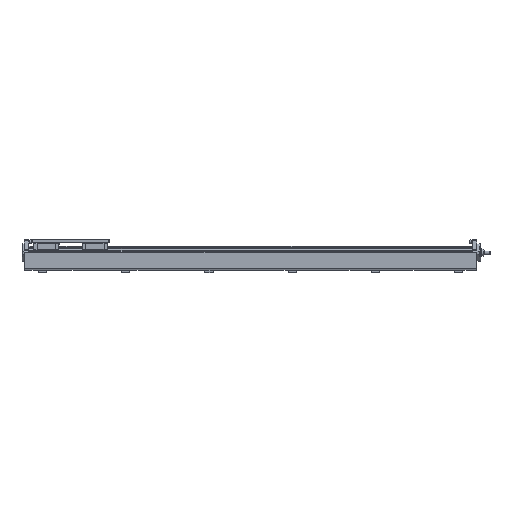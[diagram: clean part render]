
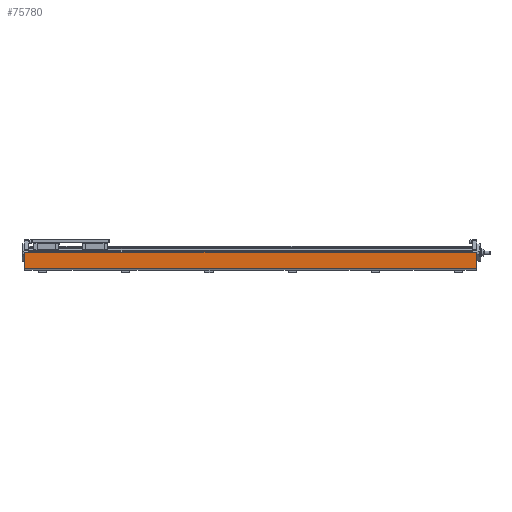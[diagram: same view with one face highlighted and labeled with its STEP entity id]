
A CAD part, left-side view. The second image highlights one B-rep face of the part: STEP entity #75780.
In plain terms, the highlighted planar face has unit normal (-1, 0, 0).
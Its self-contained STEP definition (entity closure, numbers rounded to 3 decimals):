
#1471=CARTESIAN_POINT('',(11.75,1015.0,14.));
#1472=VERTEX_POINT('',#1471);
#1480=CARTESIAN_POINT('',(11.75,1015.0,74.));
#1481=VERTEX_POINT('',#1480);
#1482=CARTESIAN_POINT('',(11.75,1015.0,74.));
#1483=DIRECTION('',(0.0,0.0,-1.0));
#1484=VECTOR('',#1483,60.);
#1485=LINE('',#1482,#1484);
#1486=EDGE_CURVE('',#1481,#1472,#1485,.T.);
#6050=CARTESIAN_POINT('',(11.75,-615.0,74.));
#6051=VERTEX_POINT('',#6050);
#6060=CARTESIAN_POINT('',(11.75,-615.0,14.));
#6061=VERTEX_POINT('',#6060);
#6062=CARTESIAN_POINT('',(11.75,-615.0,14.));
#6063=DIRECTION('',(0.0,0.0,1.0));
#6064=VECTOR('',#6063,60.);
#6065=LINE('',#6062,#6064);
#6066=EDGE_CURVE('',#6061,#6051,#6065,.T.);
#73522=CARTESIAN_POINT('',(11.75,-600.0,74.));
#73523=VERTEX_POINT('',#73522);
#73530=CARTESIAN_POINT('',(11.75,-600.0,74.));
#73531=DIRECTION('',(0.0,-1.0,0.0));
#73532=VECTOR('',#73531,15.0);
#73533=LINE('',#73530,#73532);
#73534=EDGE_CURVE('',#73523,#6051,#73533,.T.);
#73583=CARTESIAN_POINT('',(11.75,1000.0,74.));
#73584=VERTEX_POINT('',#73583);
#73585=CARTESIAN_POINT('',(11.75,1015.0,74.));
#73586=DIRECTION('',(0.0,-1.0,0.0));
#73587=VECTOR('',#73586,15.0);
#73588=LINE('',#73585,#73587);
#73589=EDGE_CURVE('',#1481,#73584,#73588,.T.);
#73639=CARTESIAN_POINT('',(11.75,1000.0,73.2));
#73640=VERTEX_POINT('',#73639);
#73648=CARTESIAN_POINT('',(11.75,-600.0,73.2));
#73649=VERTEX_POINT('',#73648);
#73650=CARTESIAN_POINT('',(11.75,1000.0,73.2));
#73651=DIRECTION('',(0.0,-1.0,0.0));
#73652=VECTOR('',#73651,1600.0);
#73653=LINE('',#73650,#73652);
#73654=EDGE_CURVE('',#73640,#73649,#73653,.T.);
#75750=CARTESIAN_POINT('',(11.75,1002.5,8.));
#75751=DIRECTION('',(-1.0,0.0,0.0));
#75752=DIRECTION('',(0.0,-1.0,0.0));
#75753=AXIS2_PLACEMENT_3D('',#75750,#75751,#75752);
#75754=PLANE('',#75753);
#75755=CARTESIAN_POINT('',(11.75,-615.0,14.));
#75756=DIRECTION('',(0.0,1.0,0.0));
#75757=VECTOR('',#75756,1630.0);
#75758=LINE('',#75755,#75757);
#75759=EDGE_CURVE('',#6061,#1472,#75758,.T.);
#75760=ORIENTED_EDGE('',*,*,#75759,.F.);
#75761=ORIENTED_EDGE('',*,*,#6066,.T.);
#75762=ORIENTED_EDGE('',*,*,#73534,.F.);
#75763=CARTESIAN_POINT('',(11.75,-600.0,74.));
#75764=DIRECTION('',(0.0,0.0,-1.0));
#75765=VECTOR('',#75764,0.8);
#75766=LINE('',#75763,#75765);
#75767=EDGE_CURVE('',#73523,#73649,#75766,.T.);
#75768=ORIENTED_EDGE('',*,*,#75767,.T.);
#75769=ORIENTED_EDGE('',*,*,#73654,.F.);
#75770=CARTESIAN_POINT('',(11.75,1000.0,73.2));
#75771=DIRECTION('',(0.,0.0,1.0));
#75772=VECTOR('',#75771,0.8);
#75773=LINE('',#75770,#75772);
#75774=EDGE_CURVE('',#73640,#73584,#75773,.T.);
#75775=ORIENTED_EDGE('',*,*,#75774,.T.);
#75776=ORIENTED_EDGE('',*,*,#73589,.F.);
#75777=ORIENTED_EDGE('',*,*,#1486,.T.);
#75778=EDGE_LOOP('',(#75760,#75761,#75762,#75768,#75769,#75775,#75776,#75777));
#75779=FACE_OUTER_BOUND('',#75778,.T.);
#75780=ADVANCED_FACE('',(#75779),#75754,.T.);
